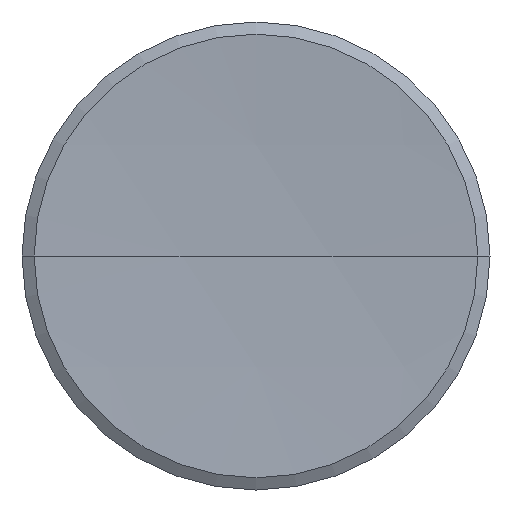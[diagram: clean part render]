
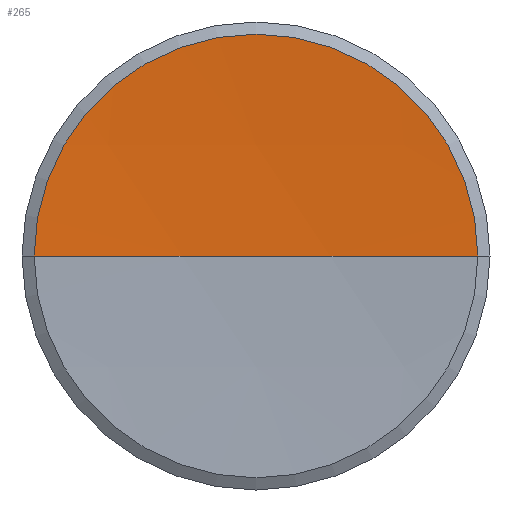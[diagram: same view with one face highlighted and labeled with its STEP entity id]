
A CAD part, left-side view. The second image highlights one B-rep face of the part: STEP entity #265.
In plain terms, the highlighted spherical face has radius 398.83 mm.
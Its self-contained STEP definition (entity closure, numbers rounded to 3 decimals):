
#23 = SPHERICAL_SURFACE ( 'NONE', #247, 398.83 ) ;
#25 = DIRECTION ( 'NONE',  ( 0., -1., 0. ) ) ;
#43 = DIRECTION ( 'NONE',  ( 0., 0., 1. ) ) ;
#88 = CIRCLE ( 'NONE', #260, 23.701 ) ;
#104 = DIRECTION ( 'NONE',  ( 0.998, -0.059, 0. ) ) ;
#115 = CIRCLE ( 'NONE', #174, 398.83 ) ;
#140 = ORIENTED_EDGE ( 'NONE', *, *, #156, .F. ) ;
#150 = DIRECTION ( 'NONE',  ( 0., 0., -1. ) ) ;
#156 = EDGE_CURVE ( 'NONE', #245, #233, #115, .T. ) ;
#162 = EDGE_LOOP ( 'NONE', ( #140, #208 ) ) ;
#170 = CARTESIAN_POINT ( 'NONE',  ( -10.705, 0., 0. ) ) ;
#174 = AXIS2_PLACEMENT_3D ( 'NONE', #243, #43, #104 ) ;
#188 = DIRECTION ( 'NONE',  ( 1., 0., 0. ) ) ;
#208 = ORIENTED_EDGE ( 'NONE', *, *, #226, .F. ) ;
#211 = CARTESIAN_POINT ( 'NONE',  ( -10.705, 23.701, 0. ) ) ;
#223 = FACE_OUTER_BOUND ( 'NONE', #162, .T. ) ;
#226 = EDGE_CURVE ( 'NONE', #233, #245, #88, .T. ) ;
#233 = VERTEX_POINT ( 'NONE', #211 ) ;
#241 = DIRECTION ( 'NONE',  ( 0., 1., 0. ) ) ;
#243 = CARTESIAN_POINT ( 'NONE',  ( -408.83, 0., 0. ) ) ;
#245 = VERTEX_POINT ( 'NONE', #272 ) ;
#247 = AXIS2_PLACEMENT_3D ( 'NONE', #291, #150, #25 ) ;
#260 = AXIS2_PLACEMENT_3D ( 'NONE', #170, #188, #241 ) ;
#265 = ADVANCED_FACE ( 'NONE', ( #223 ), #23, .F. ) ;
#272 = CARTESIAN_POINT ( 'NONE',  ( -10.705, -23.701, 0. ) ) ;
#291 = CARTESIAN_POINT ( 'NONE',  ( -408.83, 0., 0. ) ) ;
